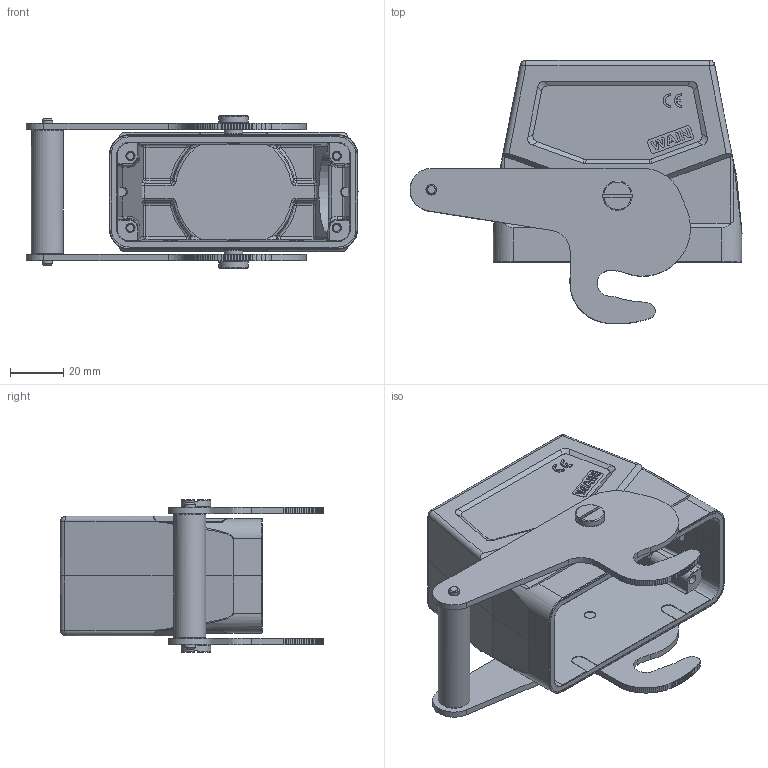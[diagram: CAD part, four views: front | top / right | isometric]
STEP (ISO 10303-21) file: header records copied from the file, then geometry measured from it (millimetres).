
FILE_DESCRIPTION(/* description */ (''),/* implementation_level */ '2;1');
FILE_NAME(/* name */ '3D_1241165505001_WV16B-SEH-1L_C-M32_V1.0_stp.stp',/* time_stamp */ '2023-12-08T09:21:05+08:00',/* author */ (''),/* organization */ (''),/* preprocessor_version */ 'ST-DEVELOPER v18.1',/* originating_system */ 'SIEMENS PLM Software NX 1980',/* authorisation */ '');
FILE_SCHEMA (('AP203_CONFIGURATION_CONTROLLED_3D_DESIGN_OF_MECHANICAL_PARTS_AND_ASSEMBLIES_MIM_LF { 1 0 10303 403 2 1 2}'));
Length unit declared in the file: millimetre
Products named in the file (1): 3D_1241165505001_WV16B-SEH-1L_C-M32_V1.0_stp
Bounding box: 124.72 x 99.06 x 57.45 mm (x, y, z)
Volume: 98624.8 mm3; surface area: 58105.5 mm2
Topology: 1 solids, 1 shells, 656 faces, 1716 edges, 1082 vertices
Faces by surface type: cylinder 281, plane 264, torus 32, bspline 32, sphere 24, cone 23
Full cylindrical faces by diameter (mm): 3.5 x4, 3.95 x2, 4.007 x1, 4.3 x2, 4.5 x2, 7 x4, 11 x2, 12 x1, 30.5 x1
Entity records: 21426 total; most frequent: CARTESIAN_POINT 5325, DIRECTION 3421, ORIENTED_EDGE 3292, EDGE_CURVE 1646, AXIS2_PLACEMENT_3D 1271, VERTEX_POINT 1061, LINE 879, VECTOR 879
